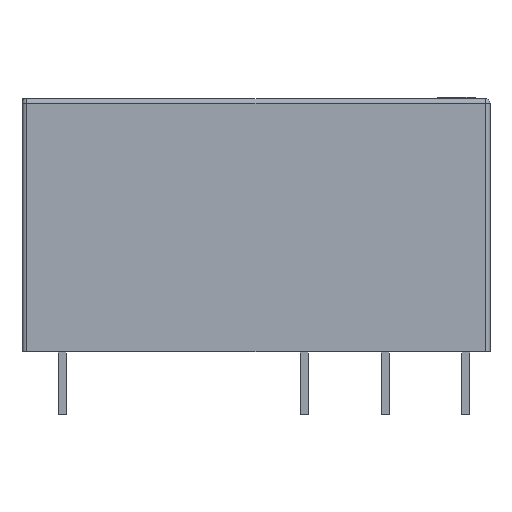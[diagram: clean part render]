
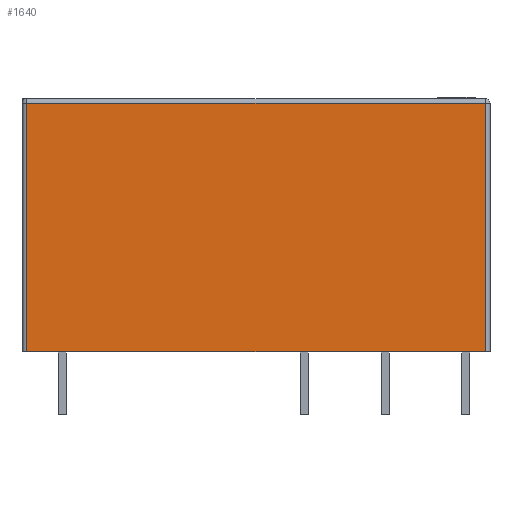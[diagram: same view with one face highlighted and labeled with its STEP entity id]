
A CAD part, front view. The second image highlights one B-rep face of the part: STEP entity #1640.
In plain terms, the highlighted planar face has unit normal (0, -1, 0).
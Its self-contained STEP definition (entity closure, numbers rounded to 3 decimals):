
#219=DIRECTION('',(1.,0.,0.));
#220=VECTOR('',#219,28.4);
#221=CARTESIAN_POINT('',(-14.2,-6.35,15.4));
#222=LINE('',#221,#220);
#271=DIRECTION('',(-1.,0.,0.));
#272=VECTOR('',#271,28.4);
#273=CARTESIAN_POINT('',(14.2,-6.35,0.));
#274=LINE('',#273,#272);
#595=DIRECTION('',(0.,0.,-1.));
#596=VECTOR('',#595,15.4);
#597=CARTESIAN_POINT('',(14.2,-6.35,15.4));
#598=LINE('',#597,#596);
#609=DIRECTION('',(0.,0.,1.));
#610=VECTOR('',#609,15.4);
#611=CARTESIAN_POINT('',(-14.2,-6.35,0.));
#612=LINE('',#611,#610);
#1182=CARTESIAN_POINT('',(-14.2,-6.35,0.));
#1183=VERTEX_POINT('',#1182);
#1184=CARTESIAN_POINT('',(-14.2,-6.35,15.4));
#1185=VERTEX_POINT('',#1184);
#1190=CARTESIAN_POINT('',(14.2,-6.35,0.));
#1191=VERTEX_POINT('',#1190);
#1224=CARTESIAN_POINT('',(14.2,-6.35,15.4));
#1225=VERTEX_POINT('',#1224);
#1626=CARTESIAN_POINT('',(-14.5,-6.35,15.7));
#1627=DIRECTION('',(0.,1.,0.));
#1628=DIRECTION('',(0.,0.,1.));
#1629=AXIS2_PLACEMENT_3D('',#1626,#1627,#1628);
#1630=PLANE('',#1629);
#1632=ORIENTED_EDGE('',*,*,#1631,.T.);
#1634=ORIENTED_EDGE('',*,*,#1633,.T.);
#1635=ORIENTED_EDGE('',*,*,#1611,.T.);
#1637=ORIENTED_EDGE('',*,*,#1636,.T.);
#1638=EDGE_LOOP('',(#1632,#1634,#1635,#1637));
#1639=FACE_OUTER_BOUND('',#1638,.F.);
#1611=EDGE_CURVE('',#1185,#1225,#222,.T.);
#1631=EDGE_CURVE('',#1191,#1183,#274,.T.);
#1633=EDGE_CURVE('',#1183,#1185,#612,.T.);
#1636=EDGE_CURVE('',#1225,#1191,#598,.T.);
#1640=ADVANCED_FACE('',(#1639),#1630,.F.);
